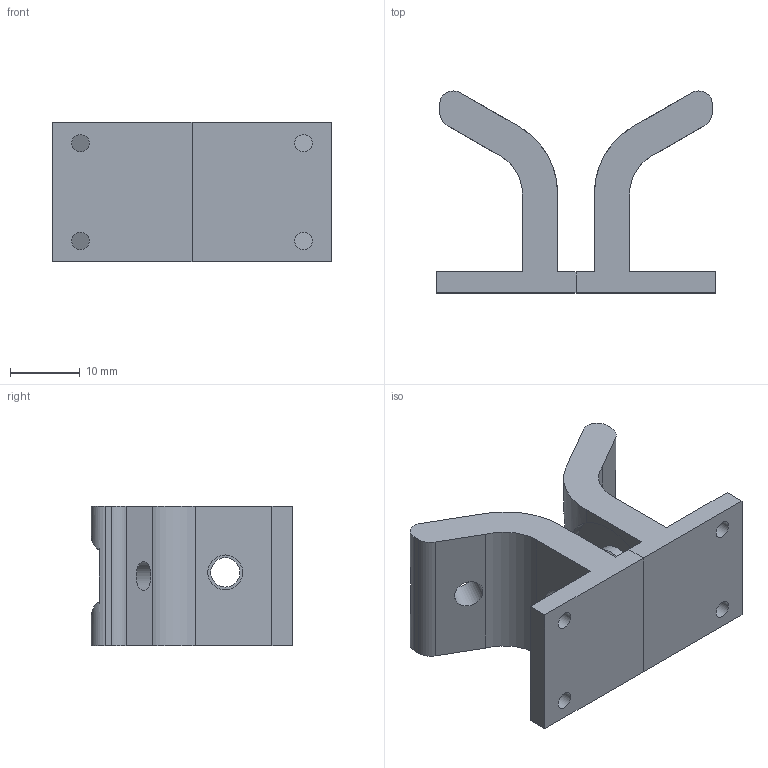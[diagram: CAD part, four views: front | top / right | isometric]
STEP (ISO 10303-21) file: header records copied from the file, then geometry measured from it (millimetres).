
FILE_DESCRIPTION(/* description */ (''),/* implementation_level */ '2;1');
FILE_NAME(/* name */ 'Lagerbock - 625 ZZ Slide Bearing Single v1.stp',/* time_stamp */ '2015-09-13T12:09:02+02:00',/* author */ (''),/* organization */ (''),/* preprocessor_version */ 'ST-DEVELOPER v16.1',/* originating_system */ 'Autodesk Translation Framework v4.1.0.1560',/* authorisation */ '');
FILE_SCHEMA (('AUTOMOTIVE_DESIGN { 1 0 10303 214 3 1 1 }'));
Length unit declared in the file: centimetre
Products named in the file (1): Lagerbock - 625 ZZ Slide Bearing Single  v1
Bounding box: 40 x 28.95 x 20 mm (x, y, z)
Volume: 6773 mm3; surface area: 5879 mm2
Topology: 2 solids, 2 shells, 92 faces, 242 edges, 160 vertices
Faces by surface type: plane 40, cylinder 26, bspline 14, cone 12
Full cylindrical faces by diameter (mm): 2.5 x4, 4.2 x4, 5 x2, 8 x4, 17 x2
Entity records: 3629 total; most frequent: CARTESIAN_POINT 1529, ORIENTED_EDGE 408, DIRECTION 398, EDGE_CURVE 204, AXIS2_PLACEMENT_3D 149, VERTEX_POINT 146, EDGE_LOOP 138, LINE 100
